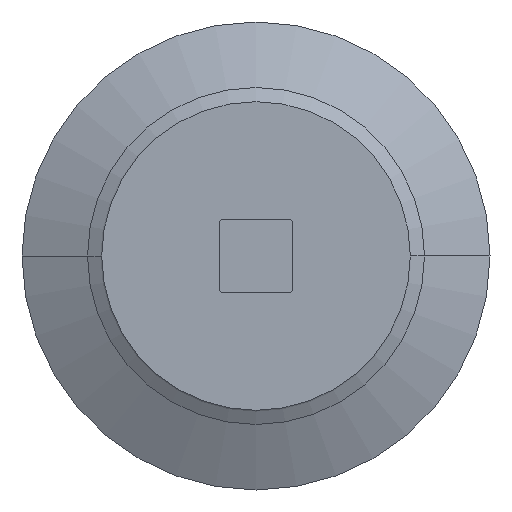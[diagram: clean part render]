
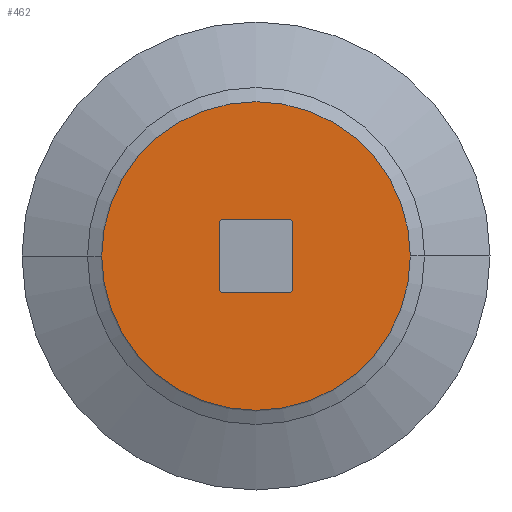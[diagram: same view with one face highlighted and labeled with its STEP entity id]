
A CAD part, left-side view. The second image highlights one B-rep face of the part: STEP entity #462.
In plain terms, the highlighted planar face has unit normal (-1, 0, 0).
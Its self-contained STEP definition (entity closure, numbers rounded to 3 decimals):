
#4 = VECTOR ( 'NONE', #802, 1000. ) ;
#11 = CARTESIAN_POINT ( 'NONE',  ( -7.7, -0.95, 0.95 ) ) ;
#12 = DIRECTION ( 'NONE',  ( 1., 0., 0. ) ) ;
#58 = EDGE_CURVE ( 'NONE', #1009, #1400, #1194, .T. ) ;
#82 = CARTESIAN_POINT ( 'NONE',  ( -7.7, -0.95, 0.95 ) ) ;
#85 = VERTEX_POINT ( 'NONE', #240 ) ;
#123 = CARTESIAN_POINT ( 'NONE',  ( -7.7, -4., 0. ) ) ;
#127 = ORIENTED_EDGE ( 'NONE', *, *, #985, .F. ) ;
#139 = AXIS2_PLACEMENT_3D ( 'NONE', #524, #1221, #624 ) ;
#164 = DIRECTION ( 'NONE',  ( 1., 0., 0. ) ) ;
#166 = EDGE_LOOP ( 'NONE', ( #867, #495, #780, #1112, #207, #1056, #773, #1482 ) ) ;
#175 = CARTESIAN_POINT ( 'NONE',  ( -7.7, -0.95, -0.85 ) ) ;
#181 = EDGE_CURVE ( 'NONE', #364, #816, #1129, .T. ) ;
#207 = ORIENTED_EDGE ( 'NONE', *, *, #262, .F. ) ;
#214 = CIRCLE ( 'NONE', #382, 4. ) ;
#218 = CARTESIAN_POINT ( 'NONE',  ( -7.7, -0.85, 0.95 ) ) ;
#223 = DIRECTION ( 'NONE',  ( 0., -1., 0. ) ) ;
#240 = CARTESIAN_POINT ( 'NONE',  ( -7.7, 4., 0. ) ) ;
#246 = EDGE_CURVE ( 'NONE', #380, #85, #851, .T. ) ;
#262 = EDGE_CURVE ( 'NONE', #999, #816, #311, .T. ) ;
#280 = CARTESIAN_POINT ( 'NONE',  ( -7.7, -0.95, 0.85 ) ) ;
#281 = CIRCLE ( 'NONE', #139, 0.1 ) ;
#311 = LINE ( 'NONE', #1386, #4 ) ;
#319 = CARTESIAN_POINT ( 'NONE',  ( -7.7, 0.85, 0.85 ) ) ;
#354 = FACE_OUTER_BOUND ( 'NONE', #583, .T. ) ;
#364 = VERTEX_POINT ( 'NONE', #1039 ) ;
#368 = CIRCLE ( 'NONE', #582, 0.1 ) ;
#380 = VERTEX_POINT ( 'NONE', #123 ) ;
#382 = AXIS2_PLACEMENT_3D ( 'NONE', #920, #164, #812 ) ;
#438 = EDGE_CURVE ( 'NONE', #364, #757, #1081, .T. ) ;
#439 = DIRECTION ( 'NONE',  ( 0., 1., 0. ) ) ;
#451 = CARTESIAN_POINT ( 'NONE',  ( -7.7, -0.95, -0.95 ) ) ;
#462 = ADVANCED_FACE ( 'NONE', ( #585, #354 ), #937, .F. ) ;
#482 = EDGE_CURVE ( 'NONE', #1009, #757, #368, .T. ) ;
#491 = EDGE_CURVE ( 'NONE', #999, #695, #776, .T. ) ;
#495 = ORIENTED_EDGE ( 'NONE', *, *, #482, .T. ) ;
#524 = CARTESIAN_POINT ( 'NONE',  ( -7.7, -0.85, 0.85 ) ) ;
#582 = AXIS2_PLACEMENT_3D ( 'NONE', #1087, #12, #1408 ) ;
#583 = EDGE_LOOP ( 'NONE', ( #127, #1310 ) ) ;
#585 = FACE_BOUND ( 'NONE', #166, .T. ) ;
#614 = CARTESIAN_POINT ( 'NONE',  ( -7.7, 0.85, -0.85 ) ) ;
#624 = DIRECTION ( 'NONE',  ( 0., 1., 0. ) ) ;
#630 = DIRECTION ( 'NONE',  ( 0., 1., 0. ) ) ;
#695 = VERTEX_POINT ( 'NONE', #1527 ) ;
#717 = DIRECTION ( 'NONE',  ( 0., 1., 0. ) ) ;
#723 = DIRECTION ( 'NONE',  ( 1., 0., 0. ) ) ;
#757 = VERTEX_POINT ( 'NONE', #788 ) ;
#773 = ORIENTED_EDGE ( 'NONE', *, *, #1144, .F. ) ;
#774 = DIRECTION ( 'NONE',  ( 1., 0., 0. ) ) ;
#775 = AXIS2_PLACEMENT_3D ( 'NONE', #614, #1095, #630 ) ;
#776 = CIRCLE ( 'NONE', #1358, 0.1 ) ;
#780 = ORIENTED_EDGE ( 'NONE', *, *, #438, .F. ) ;
#788 = CARTESIAN_POINT ( 'NONE',  ( -7.7, -0.85, -0.95 ) ) ;
#802 = DIRECTION ( 'NONE',  ( 0., 0., -1. ) ) ;
#812 = DIRECTION ( 'NONE',  ( 0., 1., 0. ) ) ;
#816 = VERTEX_POINT ( 'NONE', #843 ) ;
#843 = CARTESIAN_POINT ( 'NONE',  ( -7.7, 0.95, -0.85 ) ) ;
#851 = CIRCLE ( 'NONE', #1151, 4. ) ;
#867 = ORIENTED_EDGE ( 'NONE', *, *, #58, .F. ) ;
#874 = VERTEX_POINT ( 'NONE', #218 ) ;
#920 = CARTESIAN_POINT ( 'NONE',  ( -7.7, 0., 0. ) ) ;
#932 = AXIS2_PLACEMENT_3D ( 'NONE', #1318, #723, #717 ) ;
#937 = PLANE ( 'NONE',  #932 ) ;
#985 = EDGE_CURVE ( 'NONE', #85, #380, #214, .T. ) ;
#999 = VERTEX_POINT ( 'NONE', #1131 ) ;
#1009 = VERTEX_POINT ( 'NONE', #175 ) ;
#1011 = CARTESIAN_POINT ( 'NONE',  ( -7.7, 0., 0. ) ) ;
#1039 = CARTESIAN_POINT ( 'NONE',  ( -7.7, 0.85, -0.95 ) ) ;
#1056 = ORIENTED_EDGE ( 'NONE', *, *, #491, .T. ) ;
#1081 = LINE ( 'NONE', #451, #1257 ) ;
#1087 = CARTESIAN_POINT ( 'NONE',  ( -7.7, -0.85, -0.85 ) ) ;
#1095 = DIRECTION ( 'NONE',  ( 1., 0., 0. ) ) ;
#1112 = ORIENTED_EDGE ( 'NONE', *, *, #181, .T. ) ;
#1129 = CIRCLE ( 'NONE', #775, 0.1 ) ;
#1131 = CARTESIAN_POINT ( 'NONE',  ( -7.7, 0.95, 0.85 ) ) ;
#1144 = EDGE_CURVE ( 'NONE', #874, #695, #1512, .T. ) ;
#1151 = AXIS2_PLACEMENT_3D ( 'NONE', #1011, #774, #439 ) ;
#1194 = LINE ( 'NONE', #11, #1206 ) ;
#1206 = VECTOR ( 'NONE', #1213, 1000. ) ;
#1213 = DIRECTION ( 'NONE',  ( 0., 0., 1. ) ) ;
#1221 = DIRECTION ( 'NONE',  ( 1., 0., 0. ) ) ;
#1257 = VECTOR ( 'NONE', #223, 1000. ) ;
#1305 = VECTOR ( 'NONE', #1405, 1000. ) ;
#1310 = ORIENTED_EDGE ( 'NONE', *, *, #246, .F. ) ;
#1318 = CARTESIAN_POINT ( 'NONE',  ( -7.7, 4., 0. ) ) ;
#1358 = AXIS2_PLACEMENT_3D ( 'NONE', #319, #1552, #1419 ) ;
#1379 = EDGE_CURVE ( 'NONE', #874, #1400, #281, .T. ) ;
#1386 = CARTESIAN_POINT ( 'NONE',  ( -7.7, 0.95, 0.95 ) ) ;
#1400 = VERTEX_POINT ( 'NONE', #280 ) ;
#1405 = DIRECTION ( 'NONE',  ( 0., 1., 0. ) ) ;
#1408 = DIRECTION ( 'NONE',  ( 0., 1., 0. ) ) ;
#1419 = DIRECTION ( 'NONE',  ( 0., 1., 0. ) ) ;
#1482 = ORIENTED_EDGE ( 'NONE', *, *, #1379, .T. ) ;
#1512 = LINE ( 'NONE', #82, #1305 ) ;
#1527 = CARTESIAN_POINT ( 'NONE',  ( -7.7, 0.85, 0.95 ) ) ;
#1552 = DIRECTION ( 'NONE',  ( 1., 0., 0. ) ) ;
